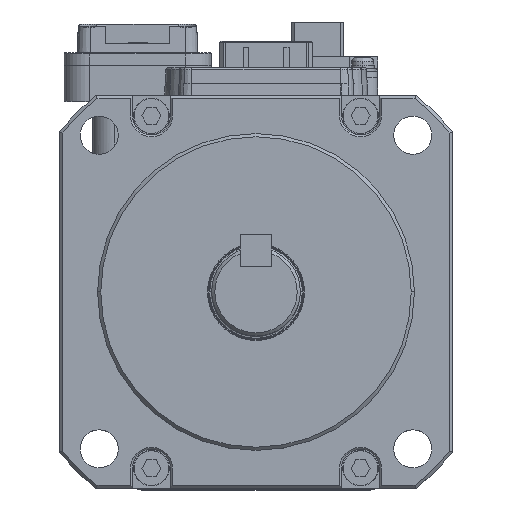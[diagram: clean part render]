
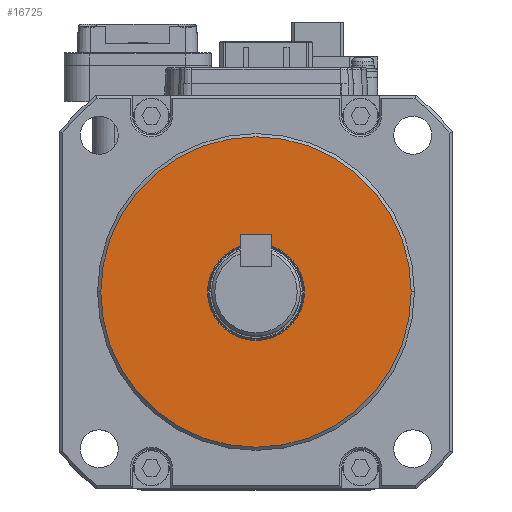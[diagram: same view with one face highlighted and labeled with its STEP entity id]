
A CAD part, top view. The second image highlights one B-rep face of the part: STEP entity #16725.
In plain terms, the highlighted planar face has unit normal (0, 0, 1).
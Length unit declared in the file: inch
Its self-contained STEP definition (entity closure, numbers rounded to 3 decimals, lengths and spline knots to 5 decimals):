
#46 = VERTEX_POINT ( 'NONE', #3383 ) ;
#790 = VERTEX_POINT ( 'NONE', #1566 ) ;
#1566 = CARTESIAN_POINT ( 'NONE',  ( -0.96457, 0., 1.77165 ) ) ;
#2818 = CARTESIAN_POINT ( 'NONE',  ( 0., 0., 1.77165 ) ) ;
#2852 = AXIS2_PLACEMENT_3D ( 'NONE', #24858, #67111, #61328 ) ;
#3383 = CARTESIAN_POINT ( 'NONE',  ( 0.30118, 0., 1.77165 ) ) ;
#4944 = EDGE_CURVE ( 'NONE', #33352, #790, #13472, .T. ) ;
#5239 = DIRECTION ( 'NONE',  ( 0., 0., -1. ) ) ;
#5905 = FACE_BOUND ( 'NONE', #42396, .T. ) ;
#6527 = EDGE_LOOP ( 'NONE', ( #44519, #66894 ) ) ;
#13472 = CIRCLE ( 'NONE', #58401, 0.96457 ) ;
#13851 = PLANE ( 'NONE',  #2852 ) ;
#15079 = FACE_OUTER_BOUND ( 'NONE', #6527, .T. ) ;
#15669 = DIRECTION ( 'NONE',  ( 0., 0., -1. ) ) ;
#16078 = EDGE_CURVE ( 'NONE', #46, #62977, #26103, .T. ) ;
#16725 = ADVANCED_FACE ( 'NONE', ( #5905, #15079 ), #13851, .T. ) ;
#21599 = DIRECTION ( 'NONE',  ( -1., 0., 0. ) ) ;
#24858 = CARTESIAN_POINT ( 'NONE',  ( 0., 0., 1.77165 ) ) ;
#26103 = CIRCLE ( 'NONE', #59259, 0.30118 ) ;
#26502 = ORIENTED_EDGE ( 'NONE', *, *, #16078, .T. ) ;
#32785 = CIRCLE ( 'NONE', #55685, 0.96457 ) ;
#33352 = VERTEX_POINT ( 'NONE', #33388 ) ;
#33388 = CARTESIAN_POINT ( 'NONE',  ( 0.96457, 0., 1.77165 ) ) ;
#35276 = CARTESIAN_POINT ( 'NONE',  ( 0., 0., 1.77165 ) ) ;
#36888 = CARTESIAN_POINT ( 'NONE',  ( 0., 0., 1.77165 ) ) ;
#37501 = DIRECTION ( 'NONE',  ( -1., 0., 0. ) ) ;
#38890 = AXIS2_PLACEMENT_3D ( 'NONE', #2818, #50314, #61451 ) ;
#42396 = EDGE_LOOP ( 'NONE', ( #45283, #26502 ) ) ;
#43229 = CIRCLE ( 'NONE', #38890, 0.30118 ) ;
#44519 = ORIENTED_EDGE ( 'NONE', *, *, #51281, .F. ) ;
#45283 = ORIENTED_EDGE ( 'NONE', *, *, #55453, .T. ) ;
#48275 = CARTESIAN_POINT ( 'NONE',  ( -0.30118, 0., 1.77165 ) ) ;
#50314 = DIRECTION ( 'NONE',  ( 0., 0., -1. ) ) ;
#50515 = DIRECTION ( 'NONE',  ( -1., 0., 0. ) ) ;
#51281 = EDGE_CURVE ( 'NONE', #790, #33352, #32785, .T. ) ;
#53383 = CARTESIAN_POINT ( 'NONE',  ( 0., 0., 1.77165 ) ) ;
#55453 = EDGE_CURVE ( 'NONE', #62977, #46, #43229, .T. ) ;
#55685 = AXIS2_PLACEMENT_3D ( 'NONE', #53383, #15669, #37501 ) ;
#58401 = AXIS2_PLACEMENT_3D ( 'NONE', #36888, #5239, #21599 ) ;
#59259 = AXIS2_PLACEMENT_3D ( 'NONE', #35276, #66725, #50515 ) ;
#61328 = DIRECTION ( 'NONE',  ( 1., 0., 0. ) ) ;
#61451 = DIRECTION ( 'NONE',  ( -1., 0., 0. ) ) ;
#62977 = VERTEX_POINT ( 'NONE', #48275 ) ;
#66725 = DIRECTION ( 'NONE',  ( 0., 0., -1. ) ) ;
#66894 = ORIENTED_EDGE ( 'NONE', *, *, #4944, .F. ) ;
#67111 = DIRECTION ( 'NONE',  ( 0., 0., 1. ) ) ;
